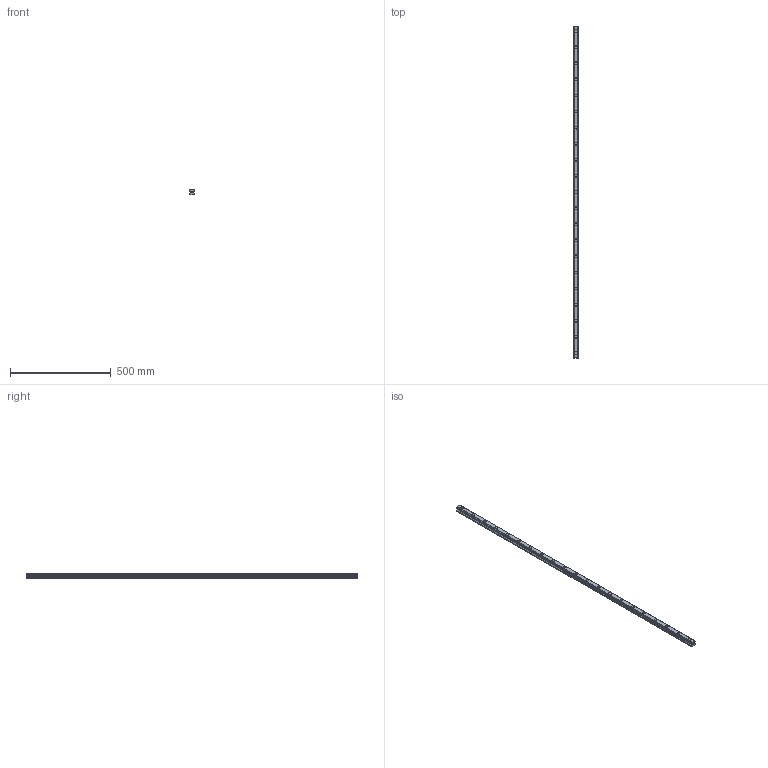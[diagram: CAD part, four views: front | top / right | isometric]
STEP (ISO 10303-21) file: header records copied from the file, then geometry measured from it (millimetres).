
FILE_DESCRIPTION(('STEP AP214'),'1');
FILE_NAME('cctmp_FB250D8D-A6E3-4C86-B018-DB01568989B2_2020_6_29_12_35_12_75..stp','2020-06-29T10:35:12',('HIWIN GmbH'),('CADClick - www.CADClick.com'),'Spatial InterOp 3D',' ','unknown authorization');
FILE_SCHEMA(('AUTOMOTIVE_DESIGN'));
Length unit declared in the file: millimetre
Products named in the file (1): HGR30R1650H_FILE
Bounding box: 28 x 1650 x 26 mm (x, y, z)
Volume: 959048.8 mm3; surface area: 205387.7 mm2
Topology: 1 solids, 1 shells, 304 faces, 705 edges, 470 vertices
Faces by surface type: plane 156, cylinder 148
Entity records: 11201 total; most frequent: DIRECTION 1611, CARTESIAN_POINT 1480, ORIENTED_EDGE 1410, EDGE_CURVE 705, AXIS2_PLACEMENT_3D 601, VERTEX_POINT 470, LINE 409, VECTOR 409
